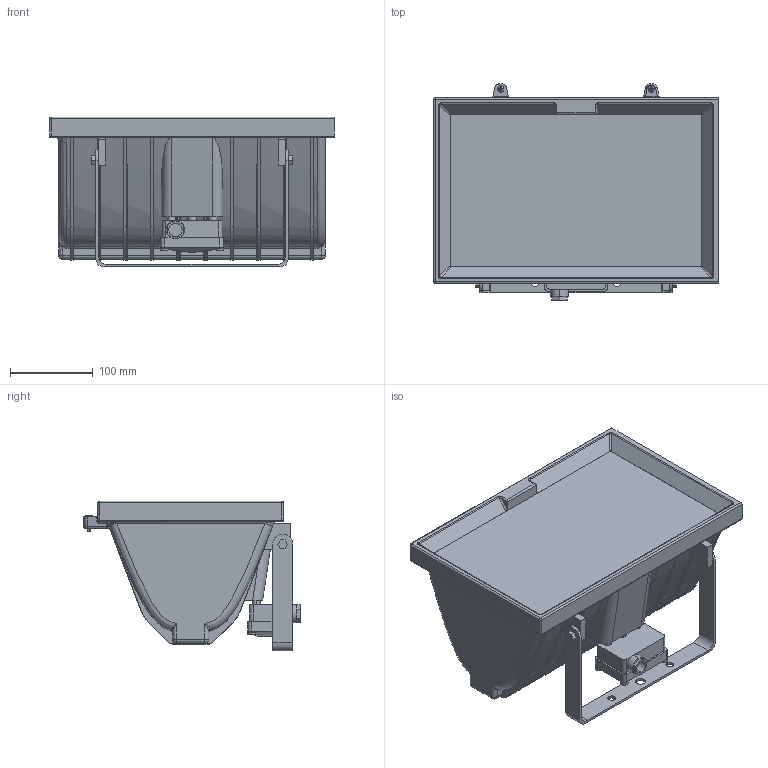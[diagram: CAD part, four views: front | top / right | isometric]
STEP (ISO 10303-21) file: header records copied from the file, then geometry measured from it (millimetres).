
FILE_DESCRIPTION (( 'STEP AP214' ), '1' );
FILE_NAME ('LPI01-1-1500-K02 Ïðîæåêòîð ÈÎ1500 ãàëîãåííûé ÷åðíûé IP54 ÈÝÊ.STEP', '2017-10-17T10:54:45', ( '' ), ( '' ), 'SwSTEP 2.0', 'SolidWorks 2014', '' );
FILE_SCHEMA (( 'AUTOMOTIVE_DESIGN' ));
Length unit declared in the file: millimetre
Products named in the file (1): LPI01-1-1500-K02 Ïðîæåêòîð ÈÎ1500 ãàëîãåííûé  ÷åðíûé IP54  ÈÝÊ
Bounding box: 344 x 261.04 x 181 mm (x, y, z)
Volume: 3893601.2 mm3; surface area: 554208.6 mm2
Topology: 2 solids, 2 shells, 842 faces, 2145 edges, 1307 vertices
Faces by surface type: cylinder 333, plane 332, torus 107, bspline 62, sphere 8
Entity records: 28722 total; most frequent: CARTESIAN_POINT 8843, ORIENTED_EDGE 4256, DIRECTION 4051, EDGE_CURVE 2128, AXIS2_PLACEMENT_3D 1448, VERTEX_POINT 1307, LINE 1155, VECTOR 1155
